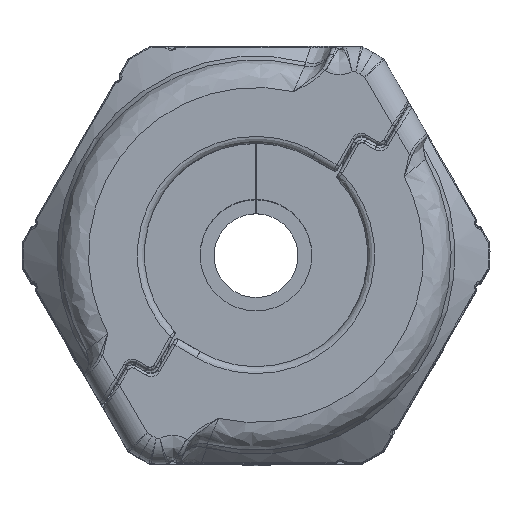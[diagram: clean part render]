
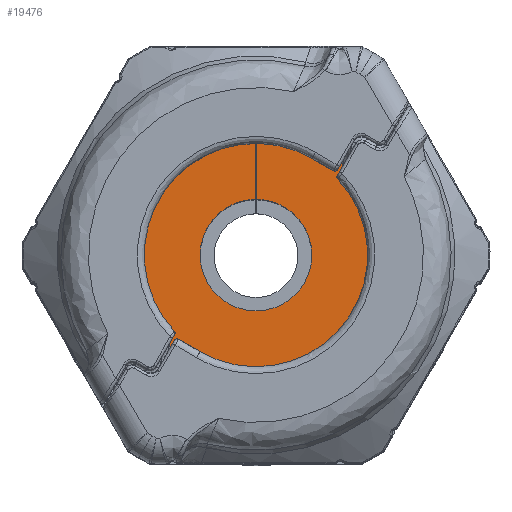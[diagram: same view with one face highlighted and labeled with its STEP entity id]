
A CAD part, top view. The second image highlights one B-rep face of the part: STEP entity #19476.
In plain terms, the highlighted face is planar.
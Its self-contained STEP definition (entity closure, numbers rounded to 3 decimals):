
#1704 = ORIENTED_EDGE ( 'NONE', *, *, #38491, .F. ) ;
#2418 = DIRECTION ( 'NONE',  ( 0., 0., -1. ) ) ;
#4181 = AXIS2_PLACEMENT_3D ( 'NONE', #6760, #41642, #11779 ) ;
#4306 = VERTEX_POINT ( 'NONE', #39611 ) ;
#5133 = AXIS2_PLACEMENT_3D ( 'NONE', #18082, #52915, #23064 ) ;
#5149 = ORIENTED_EDGE ( 'NONE', *, *, #40704, .T. ) ;
#5532 = AXIS2_PLACEMENT_3D ( 'NONE', #25839, #30674, #35928 ) ;
#6760 = CARTESIAN_POINT ( 'NONE',  ( 0., 22.5, 0. ) ) ;
#9779 = ORIENTED_EDGE ( 'NONE', *, *, #51327, .F. ) ;
#11779 = DIRECTION ( 'NONE',  ( 0., 0., 1. ) ) ;
#13197 = CIRCLE ( 'NONE', #20470, 4. ) ;
#16209 = VECTOR ( 'NONE', #2418, 1000. ) ;
#18082 = CARTESIAN_POINT ( 'NONE',  ( 0., 22.5, 0. ) ) ;
#18975 = ORIENTED_EDGE ( 'NONE', *, *, #32817, .F. ) ;
#19476 = ADVANCED_FACE ( 'NONE', ( #60476 ), #30888, .T. ) ;
#20171 = ORIENTED_EDGE ( 'NONE', *, *, #55945, .T. ) ;
#20470 = AXIS2_PLACEMENT_3D ( 'NONE', #25067, #59903, #30071 ) ;
#21236 = CIRCLE ( 'NONE', #5133, 9. ) ;
#21808 = VERTEX_POINT ( 'NONE', #54941 ) ;
#23064 = DIRECTION ( 'NONE',  ( 0., 0., 1. ) ) ;
#25067 = CARTESIAN_POINT ( 'NONE',  ( 0., 22.5, 0. ) ) ;
#25421 = CIRCLE ( 'NONE', #4181, 9. ) ;
#25839 = CARTESIAN_POINT ( 'NONE',  ( 0., 22.5, 0. ) ) ;
#26358 = CARTESIAN_POINT ( 'NONE',  ( -0.05, 22.5, -4. ) ) ;
#26843 = CARTESIAN_POINT ( 'NONE',  ( 0.05, 22.5, -4. ) ) ;
#26922 = CARTESIAN_POINT ( 'NONE',  ( 0.05, 22.5, -12. ) ) ;
#27153 = AXIS2_PLACEMENT_3D ( 'NONE', #58005, #28157, #62947 ) ;
#28157 = DIRECTION ( 'NONE',  ( 0., 1., 0. ) ) ;
#30071 = DIRECTION ( 'NONE',  ( 0., 0., 1. ) ) ;
#30674 = DIRECTION ( 'NONE',  ( 0., 1., 0. ) ) ;
#30888 = PLANE ( 'NONE',  #5532 ) ;
#32072 = LINE ( 'NONE', #26358, #45364 ) ;
#32817 = EDGE_CURVE ( 'NONE', #45700, #21808, #42786, .T. ) ;
#35928 = DIRECTION ( 'NONE',  ( 0., 0., 1. ) ) ;
#36288 = CARTESIAN_POINT ( 'NONE',  ( 0., 22.5, 4. ) ) ;
#36882 = EDGE_CURVE ( 'NONE', #51886, #62855, #48659, .T. ) ;
#38491 = EDGE_CURVE ( 'NONE', #59088, #51886, #32072, .T. ) ;
#39611 = CARTESIAN_POINT ( 'NONE',  ( 0., 22.5, 9. ) ) ;
#40016 = CARTESIAN_POINT ( 'NONE',  ( -0.05, 22.5, -4. ) ) ;
#40704 = EDGE_CURVE ( 'NONE', #4306, #21808, #25421, .T. ) ;
#41642 = DIRECTION ( 'NONE',  ( 0., 1., 0. ) ) ;
#42786 = LINE ( 'NONE', #26922, #16209 ) ;
#43481 = EDGE_LOOP ( 'NONE', ( #1704, #20171, #5149, #18975, #9779, #53327 ) ) ;
#45364 = VECTOR ( 'NONE', #56236, 1000. ) ;
#45700 = VERTEX_POINT ( 'NONE', #26843 ) ;
#48659 = CIRCLE ( 'NONE', #27153, 4. ) ;
#51327 = EDGE_CURVE ( 'NONE', #62855, #45700, #13197, .T. ) ;
#51886 = VERTEX_POINT ( 'NONE', #40016 ) ;
#52915 = DIRECTION ( 'NONE',  ( 0., 1., 0. ) ) ;
#53327 = ORIENTED_EDGE ( 'NONE', *, *, #36882, .F. ) ;
#54941 = CARTESIAN_POINT ( 'NONE',  ( 0.05, 22.5, -9. ) ) ;
#55945 = EDGE_CURVE ( 'NONE', #59088, #4306, #21236, .T. ) ;
#56236 = DIRECTION ( 'NONE',  ( 0., 0., 1. ) ) ;
#58005 = CARTESIAN_POINT ( 'NONE',  ( 0., 22.5, 0. ) ) ;
#59088 = VERTEX_POINT ( 'NONE', #61290 ) ;
#59903 = DIRECTION ( 'NONE',  ( 0., 1., 0. ) ) ;
#60476 = FACE_OUTER_BOUND ( 'NONE', #43481, .T. ) ;
#61290 = CARTESIAN_POINT ( 'NONE',  ( -0.05, 22.5, -9. ) ) ;
#62855 = VERTEX_POINT ( 'NONE', #36288 ) ;
#62947 = DIRECTION ( 'NONE',  ( 0., 0., 1. ) ) ;
